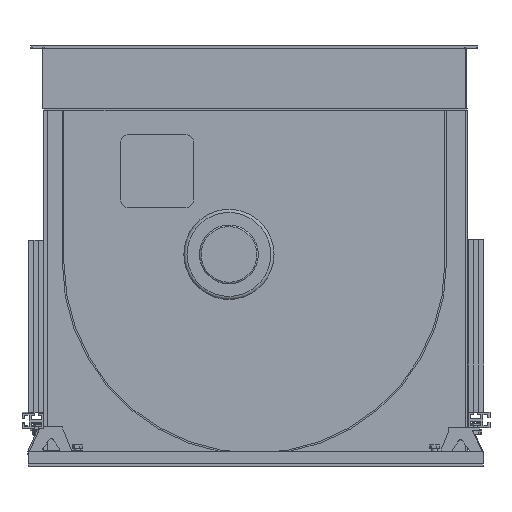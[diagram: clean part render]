
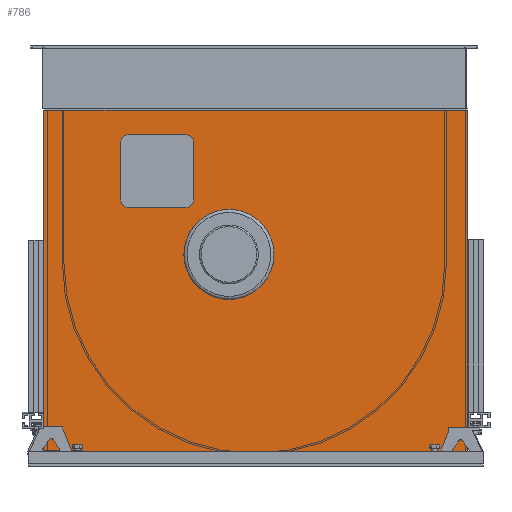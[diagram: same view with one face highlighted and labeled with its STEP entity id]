
A CAD part, front view. The second image highlights one B-rep face of the part: STEP entity #786.
In plain terms, the highlighted planar face has unit normal (0, -1, 0).
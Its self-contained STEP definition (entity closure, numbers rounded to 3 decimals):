
#786 = ADVANCED_FACE( '', ( #1521, #1522, #1523 ), #1524, .T. );
#1521 = FACE_BOUND( '', #2409, .T. );
#1522 = FACE_OUTER_BOUND( '', #2410, .T. );
#1523 = FACE_BOUND( '', #2411, .T. );
#1524 = PLANE( '', #2412 );
#2409 = EDGE_LOOP( '', ( #3530 ) );
#2410 = EDGE_LOOP( '', ( #3531, #3532, #3533, #3534 ) );
#2411 = EDGE_LOOP( '', ( #3535, #3536, #3537, #3538, #3539, #3540, #3541, #3542 ) );
#2412 = AXIS2_PLACEMENT_3D( '', #3543, #3544, #3545 );
#3530 = ORIENTED_EDGE( '', *, *, #5693, .F. );
#3531 = ORIENTED_EDGE( '', *, *, #5585, .F. );
#3532 = ORIENTED_EDGE( '', *, *, #5694, .T. );
#3533 = ORIENTED_EDGE( '', *, *, #5695, .F. );
#3534 = ORIENTED_EDGE( '', *, *, #5696, .F. );
#3535 = ORIENTED_EDGE( '', *, *, #5569, .F. );
#3536 = ORIENTED_EDGE( '', *, *, #5697, .F. );
#3537 = ORIENTED_EDGE( '', *, *, #5698, .F. );
#3538 = ORIENTED_EDGE( '', *, *, #5699, .F. );
#3539 = ORIENTED_EDGE( '', *, *, #5700, .F. );
#3540 = ORIENTED_EDGE( '', *, *, #5701, .F. );
#3541 = ORIENTED_EDGE( '', *, *, #5702, .F. );
#3542 = ORIENTED_EDGE( '', *, *, #5703, .F. );
#3543 = CARTESIAN_POINT( '', ( 0., -234., 0. ) );
#3544 = DIRECTION( '', ( 0., -1., 0. ) );
#3545 = DIRECTION( '', ( 0., 0., -1. ) );
#5569 = EDGE_CURVE( '', #6554, #6555, #6556, .T. );
#5585 = EDGE_CURVE( '', #6581, #6584, #6585, .T. );
#5693 = EDGE_CURVE( '', #6772, #6772, #6773, .T. );
#5694 = EDGE_CURVE( '', #6581, #6774, #6775, .T. );
#5695 = EDGE_CURVE( '', #6776, #6774, #6777, .T. );
#5696 = EDGE_CURVE( '', #6584, #6776, #6778, .T. );
#5697 = EDGE_CURVE( '', #6779, #6554, #6780, .T. );
#5698 = EDGE_CURVE( '', #6781, #6779, #6782, .T. );
#5699 = EDGE_CURVE( '', #6783, #6781, #6784, .T. );
#5700 = EDGE_CURVE( '', #6785, #6783, #6786, .T. );
#5701 = EDGE_CURVE( '', #6787, #6785, #6788, .T. );
#5702 = EDGE_CURVE( '', #6789, #6787, #6790, .T. );
#5703 = EDGE_CURVE( '', #6555, #6789, #6791, .T. );
#6554 = VERTEX_POINT( '', #8040 );
#6555 = VERTEX_POINT( '', #8041 );
#6556 = LINE( '', #8042, #8043 );
#6581 = VERTEX_POINT( '', #8079 );
#6584 = VERTEX_POINT( '', #8083 );
#6585 = LINE( '', #8084, #8085 );
#6772 = VERTEX_POINT( '', #8346 );
#6773 = CIRCLE( '', #8347, 57.5 );
#6774 = VERTEX_POINT( '', #8348 );
#6775 = LINE( '', #8349, #8350 );
#6776 = VERTEX_POINT( '', #8351 );
#6777 = LINE( '', #8352, #8353 );
#6778 = LINE( '', #8354, #8355 );
#6779 = VERTEX_POINT( '', #8356 );
#6780 = CIRCLE( '', #8357, 10. );
#6781 = VERTEX_POINT( '', #8358 );
#6782 = LINE( '', #8359, #8360 );
#6783 = VERTEX_POINT( '', #8361 );
#6784 = CIRCLE( '', #8362, 10. );
#6785 = VERTEX_POINT( '', #8363 );
#6786 = LINE( '', #8364, #8365 );
#6787 = VERTEX_POINT( '', #8366 );
#6788 = CIRCLE( '', #8367, 10. );
#6789 = VERTEX_POINT( '', #8368 );
#6790 = LINE( '', #8369, #8370 );
#6791 = CIRCLE( '', #8371, 10. );
#8040 = CARTESIAN_POINT( '', ( -160.631, -234., 70.132 ) );
#8041 = CARTESIAN_POINT( '', ( -87.631, -234., 70.132 ) );
#8042 = CARTESIAN_POINT( '', ( -160.631, -234., 70.132 ) );
#8043 = VECTOR( '', #10005, 1000. );
#8079 = CARTESIAN_POINT( '', ( 271.538, -234., -249.5 ) );
#8083 = CARTESIAN_POINT( '', ( -268.462, -234., -249.5 ) );
#8084 = CARTESIAN_POINT( '', ( -267.5, -234., -249.5 ) );
#8085 = VECTOR( '', #10018, 1000. );
#8346 = CARTESIAN_POINT( '', ( -32.5, -234., -47. ) );
#8347 = AXIS2_PLACEMENT_3D( '', #10141, #10142, #10143 );
#8348 = CARTESIAN_POINT( '', ( 271.538, -234., 194.5 ) );
#8349 = CARTESIAN_POINT( '', ( 271.538, -234., 0. ) );
#8350 = VECTOR( '', #10144, 1000. );
#8351 = CARTESIAN_POINT( '', ( -268.462, -234., 194.5 ) );
#8352 = CARTESIAN_POINT( '', ( -267.5, -234., 194.5 ) );
#8353 = VECTOR( '', #10145, 1000. );
#8354 = CARTESIAN_POINT( '', ( -268.462, -234., 196.5 ) );
#8355 = VECTOR( '', #10146, 1000. );
#8356 = CARTESIAN_POINT( '', ( -170.631, -234., 80.132 ) );
#8357 = AXIS2_PLACEMENT_3D( '', #10147, #10148, #10149 );
#8358 = CARTESIAN_POINT( '', ( -170.631, -234., 153.132 ) );
#8359 = CARTESIAN_POINT( '', ( -170.631, -234., 153.132 ) );
#8360 = VECTOR( '', #10150, 1000. );
#8361 = CARTESIAN_POINT( '', ( -160.631, -234., 163.132 ) );
#8362 = AXIS2_PLACEMENT_3D( '', #10151, #10152, #10153 );
#8363 = CARTESIAN_POINT( '', ( -87.631, -234., 163.132 ) );
#8364 = CARTESIAN_POINT( '', ( -87.631, -234., 163.132 ) );
#8365 = VECTOR( '', #10154, 1000. );
#8366 = CARTESIAN_POINT( '', ( -77.631, -234., 153.132 ) );
#8367 = AXIS2_PLACEMENT_3D( '', #10155, #10156, #10157 );
#8368 = CARTESIAN_POINT( '', ( -77.631, -234., 80.132 ) );
#8369 = CARTESIAN_POINT( '', ( -77.631, -234., 80.132 ) );
#8370 = VECTOR( '', #10158, 1000. );
#8371 = AXIS2_PLACEMENT_3D( '', #10159, #10160, #10161 );
#10005 = DIRECTION( '', ( 1., 0., 0. ) );
#10018 = DIRECTION( '', ( -1., 0., 0. ) );
#10141 = CARTESIAN_POINT( '', ( -32.5, -234., 10.5 ) );
#10142 = DIRECTION( '', ( 0., -1., 0. ) );
#10143 = DIRECTION( '', ( 0., 0., -1. ) );
#10144 = DIRECTION( '', ( 0., 0., 1. ) );
#10145 = DIRECTION( '', ( 1., 0., 0. ) );
#10146 = DIRECTION( '', ( 0., 0., 1. ) );
#10147 = CARTESIAN_POINT( '', ( -160.631, -234., 80.132 ) );
#10148 = DIRECTION( '', ( 0., -1., 0. ) );
#10149 = DIRECTION( '', ( 0., 0., 1. ) );
#10150 = DIRECTION( '', ( 0., 0., -1. ) );
#10151 = CARTESIAN_POINT( '', ( -160.631, -234., 153.132 ) );
#10152 = DIRECTION( '', ( 0., -1., 0. ) );
#10153 = DIRECTION( '', ( 0., 0., -1. ) );
#10154 = DIRECTION( '', ( -1., 0., 0. ) );
#10155 = CARTESIAN_POINT( '', ( -87.631, -234., 153.132 ) );
#10156 = DIRECTION( '', ( 0., -1., 0. ) );
#10157 = DIRECTION( '', ( 0., 0., -1. ) );
#10158 = DIRECTION( '', ( 0., 0., 1. ) );
#10159 = CARTESIAN_POINT( '', ( -87.631, -234., 80.132 ) );
#10160 = DIRECTION( '', ( 0., -1., 0. ) );
#10161 = DIRECTION( '', ( 0., 0., -1. ) );
